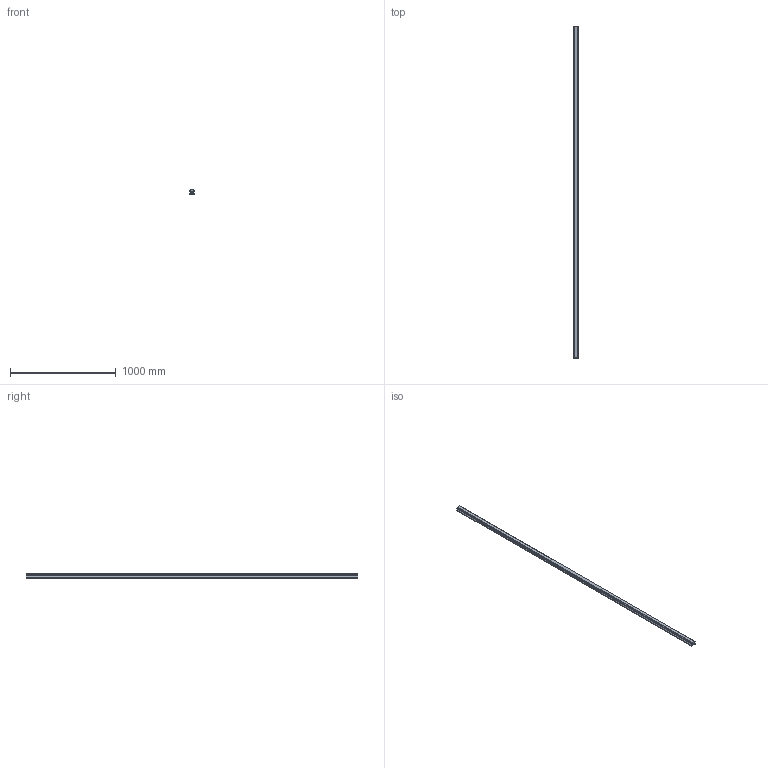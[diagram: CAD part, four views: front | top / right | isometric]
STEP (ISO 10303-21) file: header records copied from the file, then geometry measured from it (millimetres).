
FILE_DESCRIPTION(('STEP AP214'),'1');
FILE_NAME('cctmp_43FA97CC-2B52-40E6-83EA-62E42441E0C7_2021_02_01_12_12_33_0534..stp','2021-02-01T11:12:33',('HIWIN GmbH'),('CADClick - www.CADClick.com'),'Spatial InterOp 3D',' ','unknown authorization');
FILE_SCHEMA(('AUTOMOTIVE_DESIGN'));
Length unit declared in the file: millimetre
Products named in the file (1): HGR45T3135C_FILE
Bounding box: 45 x 3135 x 38 mm (x, y, z)
Volume: 4390091.4 mm3; surface area: 567775.3 mm2
Topology: 1 solids, 1 shells, 217 faces, 573 edges, 332 vertices
Faces by surface type: plane 93, cylinder 64, cone 60
Entity records: 7955 total; most frequent: DIRECTION 1077, CARTESIAN_POINT 1063, ORIENTED_EDGE 1026, EDGE_CURVE 513, LINE 385, VECTOR 385, AXIS2_PLACEMENT_3D 346, VERTEX_POINT 332
